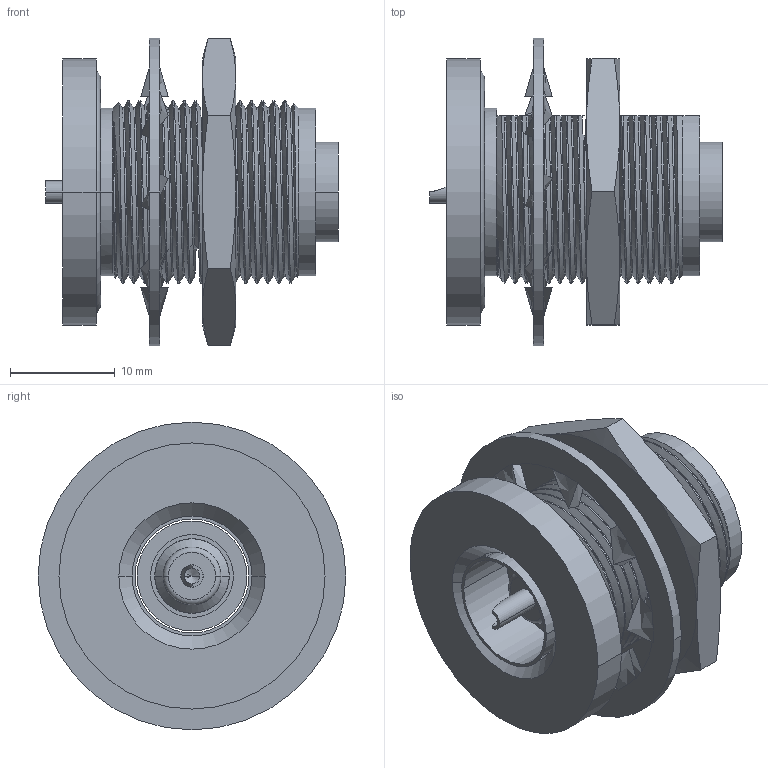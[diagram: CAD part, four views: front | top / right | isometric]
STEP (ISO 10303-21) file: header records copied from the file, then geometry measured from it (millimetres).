
FILE_DESCRIPTION((''),'2;1');
FILE_NAME('000-34450_SW0001','2011-12-15T',('rkarthik'),(''),'PRO/ENGINEER BY PARAMETRIC TECHNOLOGY CORPORATION, 2010280','PRO/ENGINEER BY PARAMETRIC TECHNOLOGY CORPORATION, 2010280','');
FILE_SCHEMA(('CONFIG_CONTROL_DESIGN'));
Length unit declared in the file: millimetre
Products named in the file (1): 000-34450_SW0001
Bounding box: 27.91 x 29.38 x 29.38 mm (x, y, z)
Surface area: 6310.7 mm2 (no closed solid volume)
Topology: 0 solids, 15 shells, 197 faces, 653 edges, 453 vertices
Faces by surface type: bspline 75, cylinder 54, plane 31, cone 29, torus 8
Entity records: 22670 total; most frequent: CARTESIAN_POINT 17604, ORIENTED_EDGE 1108, DIRECTION 808, EDGE_CURVE 649, VERTEX_POINT 453, AXIS2_PLACEMENT_3D 286, B_SPLINE_CURVE_WITH_KNOTS 249, VECTOR 236
